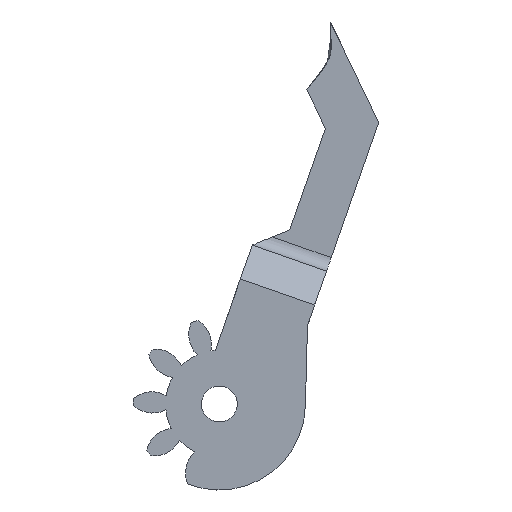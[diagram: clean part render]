
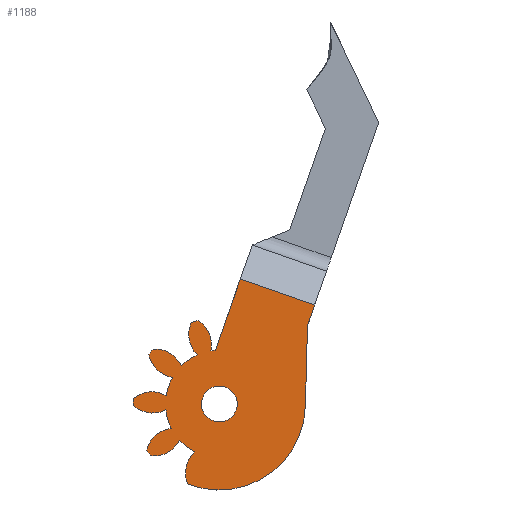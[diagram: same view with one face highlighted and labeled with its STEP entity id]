
A CAD part, front view. The second image highlights one B-rep face of the part: STEP entity #1188.
In plain terms, the highlighted planar face has unit normal (0, -1, 0).
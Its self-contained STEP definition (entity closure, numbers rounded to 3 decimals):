
#21=FACE_BOUND('',#125,.T.);
#36=PLANE('',#1276);
#59=FACE_OUTER_BOUND('',#124,.T.);
#124=EDGE_LOOP('',(#823,#824,#825,#826,#827,#828,#829,#830,#831,#832,#833,
#834,#835,#836,#837,#838,#839,#840,#841,#842,#843,#844,#845));
#125=EDGE_LOOP('',(#846));
#188=CIRCLE('',#1277,7.499);
#189=CIRCLE('',#1278,4.);
#190=CIRCLE('',#1279,12.);
#191=CIRCLE('',#1280,4.);
#192=CIRCLE('',#1281,7.499);
#193=CIRCLE('',#1282,4.);
#194=CIRCLE('',#1283,12.);
#195=CIRCLE('',#1284,4.);
#196=CIRCLE('',#1285,7.499);
#197=CIRCLE('',#1286,4.);
#198=CIRCLE('',#1287,12.);
#199=CIRCLE('',#1288,4.);
#200=CIRCLE('',#1289,7.499);
#201=CIRCLE('',#1290,4.);
#202=CIRCLE('',#1291,12.);
#203=CIRCLE('',#1292,4.);
#204=CIRCLE('',#1293,7.499);
#205=CIRCLE('',#1294,4.);
#206=CIRCLE('',#1295,12.);
#207=CIRCLE('',#1296,2.5);
#299=LINE('',#2068,#392);
#303=LINE('',#2075,#396);
#306=LINE('',#2119,#399);
#307=LINE('',#2120,#400);
#392=VECTOR('',#1480,10.);
#396=VECTOR('',#1486,10.);
#399=VECTOR('',#1529,28.009);
#400=VECTOR('',#1530,10.);
#489=VERTEX_POINT('',#2065);
#490=VERTEX_POINT('',#2067);
#492=VERTEX_POINT('',#2074);
#494=VERTEX_POINT('',#2080);
#495=VERTEX_POINT('',#2082);
#496=VERTEX_POINT('',#2084);
#497=VERTEX_POINT('',#2086);
#498=VERTEX_POINT('',#2088);
#499=VERTEX_POINT('',#2090);
#500=VERTEX_POINT('',#2092);
#501=VERTEX_POINT('',#2094);
#502=VERTEX_POINT('',#2096);
#503=VERTEX_POINT('',#2098);
#504=VERTEX_POINT('',#2100);
#505=VERTEX_POINT('',#2102);
#506=VERTEX_POINT('',#2104);
#507=VERTEX_POINT('',#2106);
#508=VERTEX_POINT('',#2108);
#509=VERTEX_POINT('',#2110);
#510=VERTEX_POINT('',#2112);
#511=VERTEX_POINT('',#2114);
#512=VERTEX_POINT('',#2116);
#513=VERTEX_POINT('',#2118);
#514=VERTEX_POINT('',#2121);
#619=EDGE_CURVE('',#489,#490,#299,.T.);
#623=EDGE_CURVE('',#490,#492,#303,.T.);
#626=EDGE_CURVE('',#494,#489,#188,.T.);
#627=EDGE_CURVE('',#495,#494,#189,.T.);
#628=EDGE_CURVE('',#496,#495,#190,.T.);
#629=EDGE_CURVE('',#497,#496,#191,.T.);
#630=EDGE_CURVE('',#498,#497,#192,.T.);
#631=EDGE_CURVE('',#499,#498,#193,.T.);
#632=EDGE_CURVE('',#500,#499,#194,.T.);
#633=EDGE_CURVE('',#501,#500,#195,.T.);
#634=EDGE_CURVE('',#502,#501,#196,.T.);
#635=EDGE_CURVE('',#503,#502,#197,.T.);
#636=EDGE_CURVE('',#504,#503,#198,.T.);
#637=EDGE_CURVE('',#505,#504,#199,.T.);
#638=EDGE_CURVE('',#506,#505,#200,.T.);
#639=EDGE_CURVE('',#507,#506,#201,.T.);
#640=EDGE_CURVE('',#508,#507,#202,.T.);
#641=EDGE_CURVE('',#509,#508,#203,.T.);
#642=EDGE_CURVE('',#510,#509,#204,.T.);
#643=EDGE_CURVE('',#511,#510,#205,.T.);
#644=EDGE_CURVE('',#512,#511,#206,.T.);
#645=EDGE_CURVE('',#512,#513,#306,.T.);
#646=EDGE_CURVE('',#513,#492,#307,.T.);
#647=EDGE_CURVE('',#514,#514,#207,.T.);
#823=ORIENTED_EDGE('',*,*,#623,.F.);
#824=ORIENTED_EDGE('',*,*,#619,.F.);
#825=ORIENTED_EDGE('',*,*,#626,.F.);
#826=ORIENTED_EDGE('',*,*,#627,.F.);
#827=ORIENTED_EDGE('',*,*,#628,.F.);
#828=ORIENTED_EDGE('',*,*,#629,.F.);
#829=ORIENTED_EDGE('',*,*,#630,.F.);
#830=ORIENTED_EDGE('',*,*,#631,.F.);
#831=ORIENTED_EDGE('',*,*,#632,.F.);
#832=ORIENTED_EDGE('',*,*,#633,.F.);
#833=ORIENTED_EDGE('',*,*,#634,.F.);
#834=ORIENTED_EDGE('',*,*,#635,.F.);
#835=ORIENTED_EDGE('',*,*,#636,.F.);
#836=ORIENTED_EDGE('',*,*,#637,.F.);
#837=ORIENTED_EDGE('',*,*,#638,.F.);
#838=ORIENTED_EDGE('',*,*,#639,.F.);
#839=ORIENTED_EDGE('',*,*,#640,.F.);
#840=ORIENTED_EDGE('',*,*,#641,.F.);
#841=ORIENTED_EDGE('',*,*,#642,.F.);
#842=ORIENTED_EDGE('',*,*,#643,.F.);
#843=ORIENTED_EDGE('',*,*,#644,.F.);
#844=ORIENTED_EDGE('',*,*,#645,.T.);
#845=ORIENTED_EDGE('',*,*,#646,.T.);
#846=ORIENTED_EDGE('',*,*,#647,.F.);
#1188=ADVANCED_FACE('',(#59,#21),#36,.F.);
#1276=AXIS2_PLACEMENT_3D('',#2079,#1489,#1490);
#1277=AXIS2_PLACEMENT_3D('',#2081,#1491,#1492);
#1278=AXIS2_PLACEMENT_3D('',#2083,#1493,#1494);
#1279=AXIS2_PLACEMENT_3D('',#2085,#1495,#1496);
#1280=AXIS2_PLACEMENT_3D('',#2087,#1497,#1498);
#1281=AXIS2_PLACEMENT_3D('',#2089,#1499,#1500);
#1282=AXIS2_PLACEMENT_3D('',#2091,#1501,#1502);
#1283=AXIS2_PLACEMENT_3D('',#2093,#1503,#1504);
#1284=AXIS2_PLACEMENT_3D('',#2095,#1505,#1506);
#1285=AXIS2_PLACEMENT_3D('',#2097,#1507,#1508);
#1286=AXIS2_PLACEMENT_3D('',#2099,#1509,#1510);
#1287=AXIS2_PLACEMENT_3D('',#2101,#1511,#1512);
#1288=AXIS2_PLACEMENT_3D('',#2103,#1513,#1514);
#1289=AXIS2_PLACEMENT_3D('',#2105,#1515,#1516);
#1290=AXIS2_PLACEMENT_3D('',#2107,#1517,#1518);
#1291=AXIS2_PLACEMENT_3D('',#2109,#1519,#1520);
#1292=AXIS2_PLACEMENT_3D('',#2111,#1521,#1522);
#1293=AXIS2_PLACEMENT_3D('',#2113,#1523,#1524);
#1294=AXIS2_PLACEMENT_3D('',#2115,#1525,#1526);
#1295=AXIS2_PLACEMENT_3D('',#2117,#1527,#1528);
#1296=AXIS2_PLACEMENT_3D('',#2122,#1531,#1532);
#1480=DIRECTION('',(0.331,0.,0.944));
#1486=DIRECTION('',(0.944,0.,-0.331));
#1489=DIRECTION('center_axis',(0.,1.,0.));
#1490=DIRECTION('ref_axis',(-0.944,0.,0.331));
#1491=DIRECTION('center_axis',(0.,1.,0.));
#1492=DIRECTION('ref_axis',(1.,0.,-0.023));
#1493=DIRECTION('center_axis',(0.,1.,0.));
#1494=DIRECTION('ref_axis',(1.,0.,-0.023));
#1495=DIRECTION('center_axis',(0.,1.,0.));
#1496=DIRECTION('ref_axis',(-1.,0.,0.023));
#1497=DIRECTION('center_axis',(0.,1.,0.));
#1498=DIRECTION('ref_axis',(0.822,0.,0.569));
#1499=DIRECTION('center_axis',(0.,1.,0.));
#1500=DIRECTION('ref_axis',(0.822,0.,0.569));
#1501=DIRECTION('center_axis',(0.,1.,0.));
#1502=DIRECTION('ref_axis',(0.822,0.,0.569));
#1503=DIRECTION('center_axis',(0.,1.,0.));
#1504=DIRECTION('ref_axis',(-1.,0.,0.023));
#1505=DIRECTION('center_axis',(0.,1.,0.));
#1506=DIRECTION('ref_axis',(0.331,0.,0.944));
#1507=DIRECTION('center_axis',(0.,1.,0.));
#1508=DIRECTION('ref_axis',(0.331,0.,0.944));
#1509=DIRECTION('center_axis',(0.,1.,0.));
#1510=DIRECTION('ref_axis',(0.331,0.,0.944));
#1511=DIRECTION('center_axis',(0.,1.,0.));
#1512=DIRECTION('ref_axis',(-1.,0.,0.023));
#1513=DIRECTION('center_axis',(0.,1.,0.));
#1514=DIRECTION('ref_axis',(-0.287,0.,0.958));
#1515=DIRECTION('center_axis',(0.,1.,0.));
#1516=DIRECTION('ref_axis',(-0.287,0.,0.958));
#1517=DIRECTION('center_axis',(0.,1.,0.));
#1518=DIRECTION('ref_axis',(-0.287,0.,0.958));
#1519=DIRECTION('center_axis',(0.,1.,0.));
#1520=DIRECTION('ref_axis',(-1.,0.,0.023));
#1521=DIRECTION('center_axis',(0.,1.,0.));
#1522=DIRECTION('ref_axis',(-0.795,0.,0.606));
#1523=DIRECTION('center_axis',(0.,1.,0.));
#1524=DIRECTION('ref_axis',(-0.795,0.,0.606));
#1525=DIRECTION('center_axis',(0.,1.,0.));
#1526=DIRECTION('ref_axis',(-0.795,0.,0.606));
#1527=DIRECTION('center_axis',(0.,1.,0.));
#1528=DIRECTION('ref_axis',(-1.,0.,0.023));
#1529=DIRECTION('',(0.026,0.,1.));
#1530=DIRECTION('',(0.331,0.,0.944));
#1531=DIRECTION('center_axis',(0.,-1.,0.));
#1532=DIRECTION('ref_axis',(0.944,0.,-0.331));
#2065=CARTESIAN_POINT('',(29.989,-3.,16.937));
#2067=CARTESIAN_POINT('',(33.48,-3.,26.889));
#2068=CARTESIAN_POINT('',(32.487,-3.,24.058));
#2074=CARTESIAN_POINT('',(43.833,-3.,23.257));
#2075=CARTESIAN_POINT('',(40.072,-3.,24.576));
#2079=CARTESIAN_POINT('Origin',(30.545,-3.,9.459));
#2080=CARTESIAN_POINT('',(29.367,-3.,16.864));
#2081=CARTESIAN_POINT('Origin',(30.545,-3.,9.459));
#2082=CARTESIAN_POINT('',(27.574,-3.,21.085));
#2083=CARTESIAN_POINT('Origin',(25.453,-3.,17.693));
#2084=CARTESIAN_POINT('',(26.638,-3.,20.805));
#2085=CARTESIAN_POINT('Origin',(30.545,-3.,9.459));
#2086=CARTESIAN_POINT('',(27.459,-3.,16.293));
#2087=CARTESIAN_POINT('Origin',(30.273,-3.,19.136));
#2088=CARTESIAN_POINT('',(25.239,-3.,14.757));
#2089=CARTESIAN_POINT('Origin',(30.545,-3.,9.459));
#2090=CARTESIAN_POINT('',(21.307,-3.,17.118));
#2091=CARTESIAN_POINT('Origin',(21.586,-3.,13.128));
#2092=CARTESIAN_POINT('',(20.715,-3.,16.341));
#2093=CARTESIAN_POINT('Origin',(30.545,-3.,9.459));
#2094=CARTESIAN_POINT('',(24.031,-3.,13.174));
#2095=CARTESIAN_POINT('Origin',(24.637,-3.,17.128));
#2096=CARTESIAN_POINT('',(23.137,-3.,10.627));
#2097=CARTESIAN_POINT('Origin',(30.545,-3.,9.459));
#2098=CARTESIAN_POINT('',(18.569,-3.,10.226));
#2099=CARTESIAN_POINT('Origin',(21.14,-3.,7.161));
#2100=CARTESIAN_POINT('',(18.547,-3.,9.249));
#2101=CARTESIAN_POINT('Origin',(30.545,-3.,9.459));
#2102=CARTESIAN_POINT('',(23.091,-3.,8.636));
#2103=CARTESIAN_POINT('Origin',(21.257,-3.,12.191));
#2104=CARTESIAN_POINT('',(23.866,-3.,6.049));
#2105=CARTESIAN_POINT('Origin',(30.545,-3.,9.459));
#2106=CARTESIAN_POINT('',(20.406,-3.,3.04));
#2107=CARTESIAN_POINT('Origin',(24.287,-3.,2.072));
#2108=CARTESIAN_POINT('',(20.962,-3.,2.236));
#2109=CARTESIAN_POINT('Origin',(30.545,-3.,9.459));
#2110=CARTESIAN_POINT('',(24.998,-3.,4.412));
#2111=CARTESIAN_POINT('Origin',(21.425,-3.,6.209));
#2112=CARTESIAN_POINT('',(27.145,-3.,2.775));
#2113=CARTESIAN_POINT('Origin',(30.545,-3.,9.459));
#2114=CARTESIAN_POINT('',(26.115,-3.,-1.694));
#2115=CARTESIAN_POINT('Origin',(29.824,-3.,-0.196));
#2116=CARTESIAN_POINT('',(42.541,-3.,9.141));
#2117=CARTESIAN_POINT('Origin',(30.545,-3.,9.459));
#2118=CARTESIAN_POINT('',(42.84,-3.,20.426));
#2119=CARTESIAN_POINT('',(42.541,-3.,9.141));
#2120=CARTESIAN_POINT('',(42.84,-3.,20.426));
#2121=CARTESIAN_POINT('',(28.186,-3.,10.286));
#2122=CARTESIAN_POINT('Origin',(30.545,-3.,9.459));
